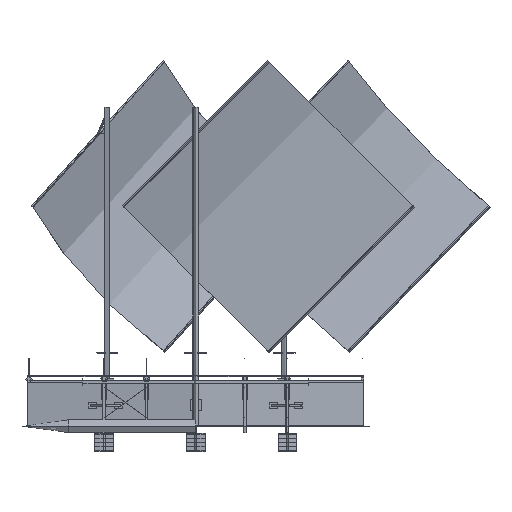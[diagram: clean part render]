
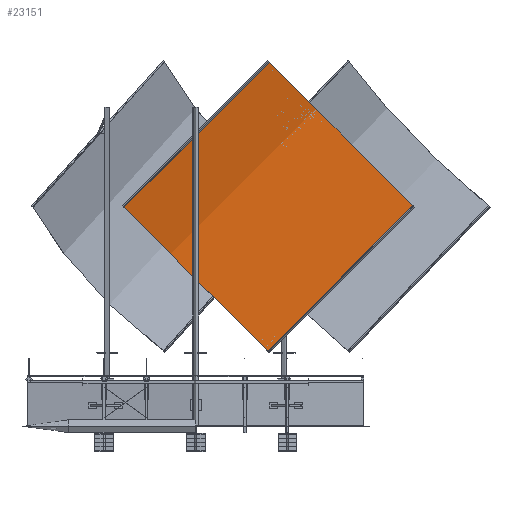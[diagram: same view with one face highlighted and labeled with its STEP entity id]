
A CAD part, left-side view. The second image highlights one B-rep face of the part: STEP entity #23151.
In plain terms, the highlighted cylindrical face has radius 4998 mm (diameter 9996 mm), a partial arc.
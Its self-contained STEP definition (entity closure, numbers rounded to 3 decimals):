
#23058 = VERTEX_POINT('',#23059);
#23059 = CARTESIAN_POINT('',(0.,2750.,-3.638));
#23067 = VERTEX_POINT('',#23068);
#23068 = CARTESIAN_POINT('',(0.,2750.,-5496.362));
#23074 = EDGE_CURVE('',#23058,#23067,#23075,.T.);
#23075 = CIRCLE('',#23076,4998.);
#23076 = AXIS2_PLACEMENT_3D('',#23077,#23078,#23079);
#23077 = CARTESIAN_POINT('',(-4175.823,2750.,-2750.));
#23078 = DIRECTION('',(0.,1.,0.));
#23079 = DIRECTION('',(0.,-0.,1.));
#23090 = VERTEX_POINT('',#23091);
#23091 = CARTESIAN_POINT('',(0.,-2750.,-5496.362));
#23099 = EDGE_CURVE('',#23090,#23067,#23100,.T.);
#23100 = LINE('',#23101,#23102);
#23101 = CARTESIAN_POINT('',(0.,-2750.,-5496.362));
#23102 = VECTOR('',#23103,1.);
#23103 = DIRECTION('',(0.,1.,0.));
#23114 = VERTEX_POINT('',#23115);
#23115 = CARTESIAN_POINT('',(0.,-2750.,-3.638));
#23123 = EDGE_CURVE('',#23114,#23090,#23124,.T.);
#23124 = CIRCLE('',#23125,4998.);
#23125 = AXIS2_PLACEMENT_3D('',#23126,#23127,#23128);
#23126 = CARTESIAN_POINT('',(-4175.823,-2750.,-2750.));
#23127 = DIRECTION('',(0.,1.,0.));
#23128 = DIRECTION('',(0.,-0.,1.));
#23139 = EDGE_CURVE('',#23114,#23058,#23140,.T.);
#23140 = LINE('',#23141,#23142);
#23141 = CARTESIAN_POINT('',(0.,-2750.,-3.638));
#23142 = VECTOR('',#23143,1.);
#23143 = DIRECTION('',(0.,1.,0.));
#23151 = ADVANCED_FACE('',(#23152),#23158,.F.);
#23152 = FACE_BOUND('',#23153,.F.);
#23153 = EDGE_LOOP('',(#23154,#23155,#23156,#23157));
#23154 = ORIENTED_EDGE('',*,*,#23074,.F.);
#23155 = ORIENTED_EDGE('',*,*,#23139,.F.);
#23156 = ORIENTED_EDGE('',*,*,#23123,.T.);
#23157 = ORIENTED_EDGE('',*,*,#23099,.T.);
#23158 = CYLINDRICAL_SURFACE('',#23159,4998.);
#23159 = AXIS2_PLACEMENT_3D('',#23160,#23161,#23162);
#23160 = CARTESIAN_POINT('',(-4175.823,-2750.,-2750.));
#23161 = DIRECTION('',(0.,1.,0.));
#23162 = DIRECTION('',(0.,-0.,1.));
